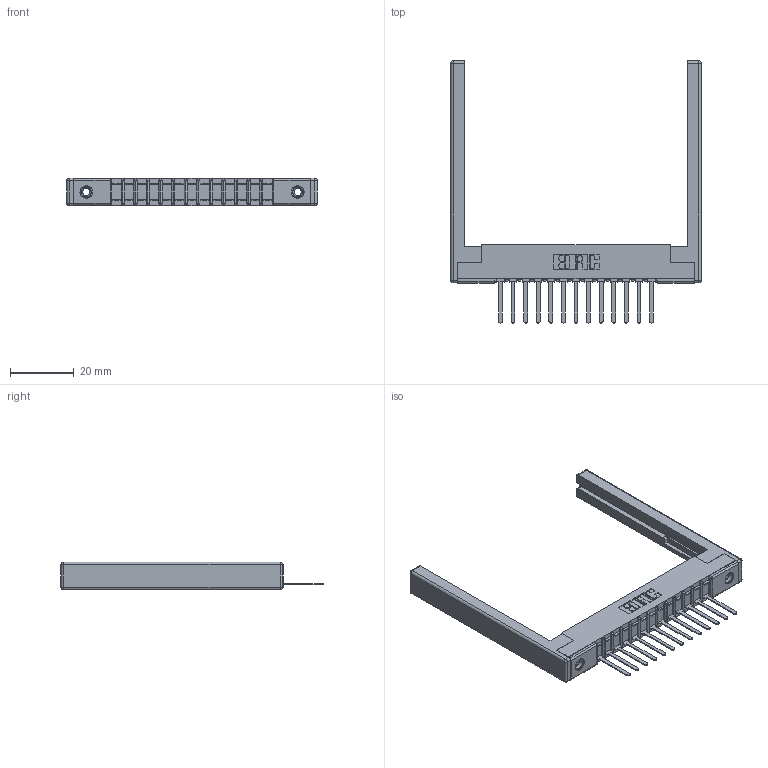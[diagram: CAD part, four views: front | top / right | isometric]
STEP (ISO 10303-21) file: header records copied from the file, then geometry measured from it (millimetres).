
FILE_DESCRIPTION (( 'STEP AP203' ), '1' );
FILE_NAME ('307-013-541-168.STEP', '2019-09-04T20:14:06', ( '' ), ( '' ), 'SwSTEP 2.0', 'SolidWorks 2016', '' );
FILE_SCHEMA (( 'CONFIG_CONTROL_DESIGN' ));
Length unit declared in the file: inch
Products named in the file (5): 307-290-002_541; 307-220-068; 345-250-001_345-250-001-102; 307-013-541-168; 307 Part_.156 Dia Mounting Holes
Assembly tree (18 placements, depth 2):
  307-013-541-168
    307 Part_.156 Dia Mounting Holes
    307-290-002_541  x13
    307-220-068  x2
    345-250-001_345-250-001-102  x2
Bounding box: 78.94 x 82.55 x 8.71 mm (x, y, z)
Volume: 9802.4 mm3; surface area: 13279 mm2
Topology: 18 solids, 18 shells, 1248 faces, 3729 edges, 2426 vertices
Faces by surface type: plane 743, cylinder 453, sphere 36, cone 12, torus 4
Entity records: 18197 total; most frequent: CARTESIAN_POINT 3029, ORIENTED_EDGE 3008, DIRECTION 2974, EDGE_CURVE 1504, LINE 1136, VECTOR 1136, VERTEX_POINT 974, AXIS2_PLACEMENT_3D 919
